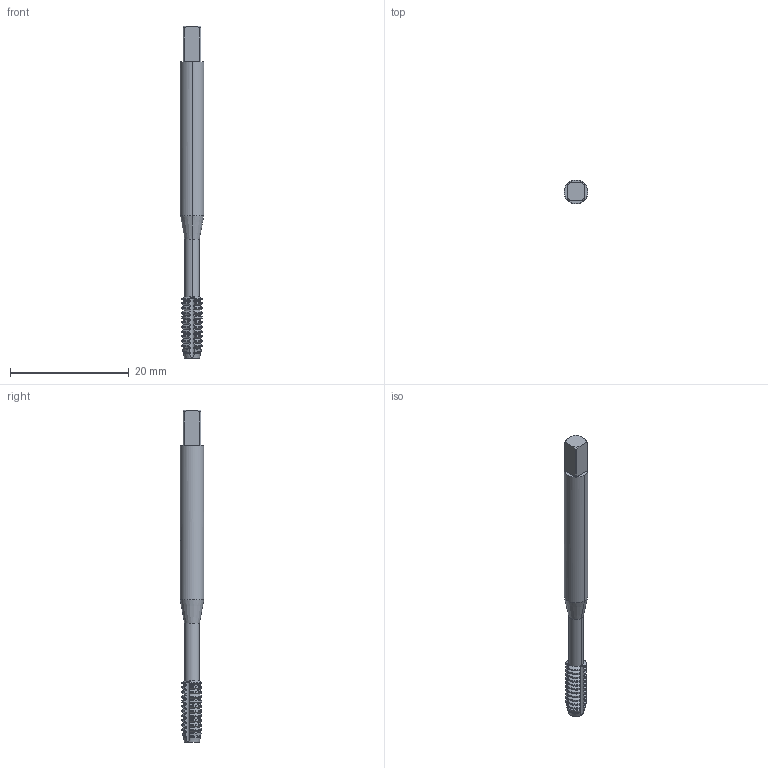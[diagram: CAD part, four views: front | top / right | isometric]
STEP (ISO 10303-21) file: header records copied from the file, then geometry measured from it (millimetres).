
FILE_DESCRIPTION(('no description'),'unknown implementation level');
FILE_NAME('solidOdmHx_oNyxH1g0WOIgJnqByBWNU_1.STP',' ',('CIM GmbH Aachen'),('CADClick - KiM GmbH - www.kimweb.de'),'unknown preprocess','ACIS','unknown authorization');
FILE_SCHEMA(('automotive_design'));
Length unit declared in the file: millimetre
Products named in the file (2): 1; 2
Bounding box: 4 x 4 x 56 mm (x, y, z)
Volume: 533.1 mm3; surface area: 831.8 mm2
Topology: 2 solids, 2 shells, 362 faces, 1017 edges, 659 vertices
Faces by surface type: cone 144, cylinder 126, plane 83, revolution 9
Entity records: 24178 total; most frequent: CARTESIAN_POINT 3603, STYLED_ITEM 2040, PRESENTATION_STYLE_ASSIGNMENT 2040, COLOUR_RGB 2040, ORIENTED_EDGE 2034, DIRECTION 1882, EDGE_CURVE 1017, CURVE_STYLE 1017
